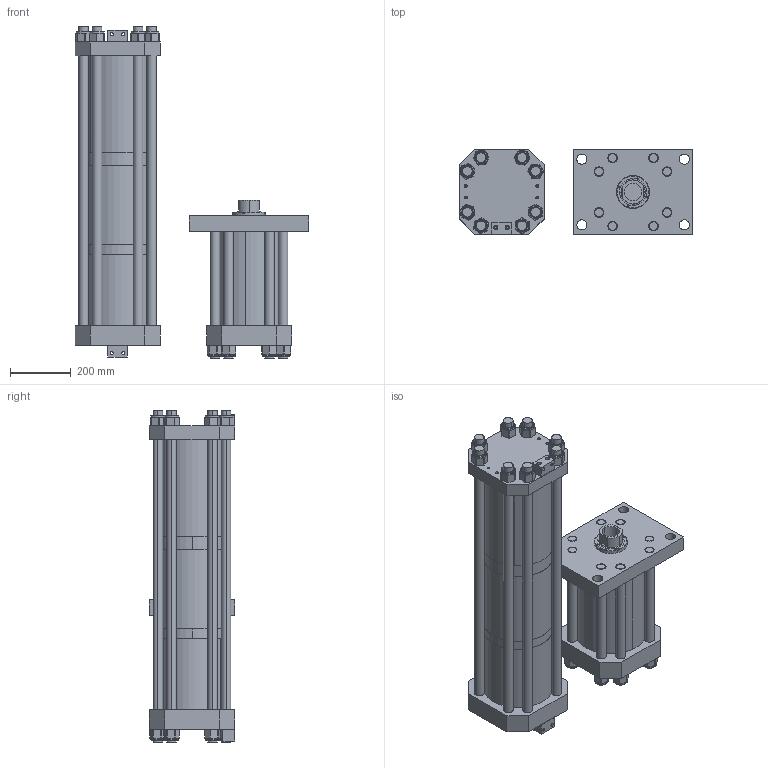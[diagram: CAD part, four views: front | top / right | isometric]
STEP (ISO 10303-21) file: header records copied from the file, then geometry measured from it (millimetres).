
FILE_DESCRIPTION (( 'STEP AP203' ), '1' );
FILE_NAME ('HPS-50-4.00-.25-FH.STEP', '2020-05-20T12:13:20', ( '' ), ( '' ), 'SwSTEP 2.0', 'SolidWorks 2018', '' );
FILE_SCHEMA (( 'CONFIG_CONTROL_DESIGN' ));
Length unit declared in the file: inch
Products named in the file (17): E5059; ES5005_4.0; E5004; E5001_Work Rod HPI-50-8-.50-FH; E5013; E5011_4.0; E50BRK; F5003; E5060_4.0; E5061_.25; E5063_4.00-.25(40.608"); HPS-50-4.00-.25-FH; E5064; NLN 1.25; ES5014_.25; G5010; F5062
Assembly tree (46 placements, depth 2):
  HPS-50-4.00-.25-FH
    E5004
    F5003
    E5001_Work Rod HPI-50-8-.50-FH
    G5010
    E5013
    E5064
    NLN 1.25  x16
    E5059
    F5062
    E50BRK  x2
    ES5005_4.0
    E5060_4.0  x8
    E5011_4.0
    E5061_.25
    ES5014_.25
    E5063_4.00-.25(40.608")  x8
Bounding box: 768.35 x 279.4 x 1090.24 mm (x, y, z)
Volume: 41488337.2 mm3; surface area: 4572631.6 mm2
Topology: 46 solids, 46 shells, 1033 faces, 2433 edges, 1545 vertices
Faces by surface type: cylinder 503, plane 410, torus 64, cone 56
Entity records: 17869 total; most frequent: CARTESIAN_POINT 3460, DIRECTION 2695, ORIENTED_EDGE 2236, EDGE_CURVE 1118, AXIS2_PLACEMENT_3D 1103, VERTEX_POINT 729, EDGE_LOOP 643, CIRCLE 581
